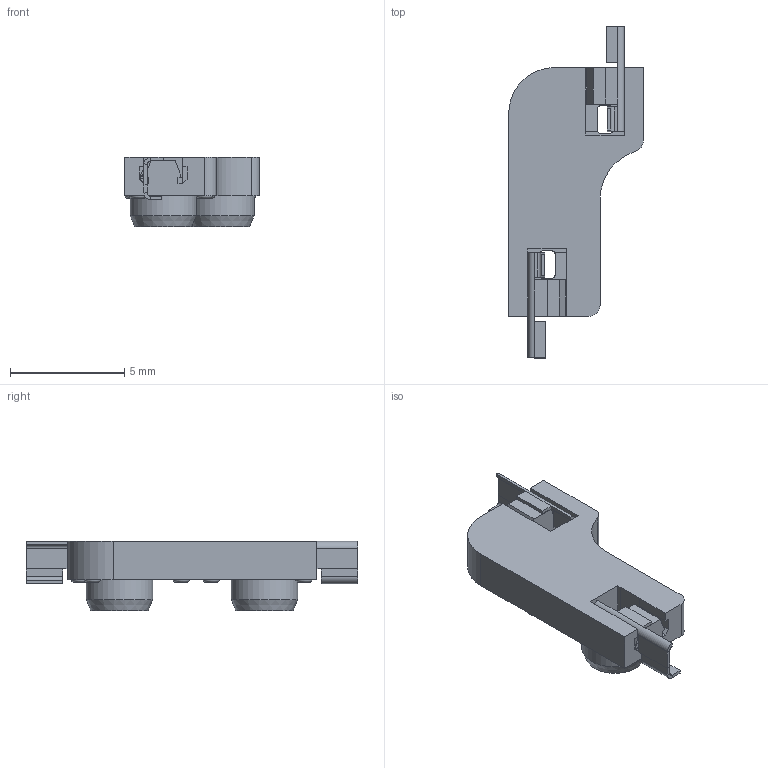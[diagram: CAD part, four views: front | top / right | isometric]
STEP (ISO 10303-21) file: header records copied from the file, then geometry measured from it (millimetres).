
FILE_DESCRIPTION(('FreeCAD Model'),'2;1');
FILE_NAME('Open CASCADE Shape Model','2022-07-19T04:56:59',(''),(''), 'Open CASCADE STEP processor 7.6','FreeCAD','Unknown');
FILE_SCHEMA(('AUTOMOTIVE_DESIGN { 1 0 10303 214 1 1 1 1 }'));
Length unit declared in the file: millimetre
Products named in the file (6): Assembly; LCS_Origin; Socket; SocketBody; MetalInsert; BodyRightHalf (Mirror #1)
Assembly tree (6 placements, depth 3):
  Assembly
    LCS_Origin
    Socket
      SocketBody
    MetalInsert  x2
      BodyRightHalf (Mirror #1)
Bounding box: 5.89 x 14.54 x 3.05 mm (x, y, z)
Volume: 90.8 mm3; surface area: 270.3 mm2
Topology: 3 solids, 3 shells, 311 faces, 695 edges, 396 vertices
Faces by surface type: plane 245, cylinder 46, bspline 8, torus 6, cone 6
Full cylindrical faces by diameter (mm): 2.9 x2
Entity records: 12591 total; most frequent: CARTESIAN_POINT 2509, DIRECTION 1877, LINE 1253, VECTOR 1253, ORIENTED_EDGE 982, PCURVE 982, DEFINITIONAL_REPRESENTATION 982, EDGE_CURVE 491
